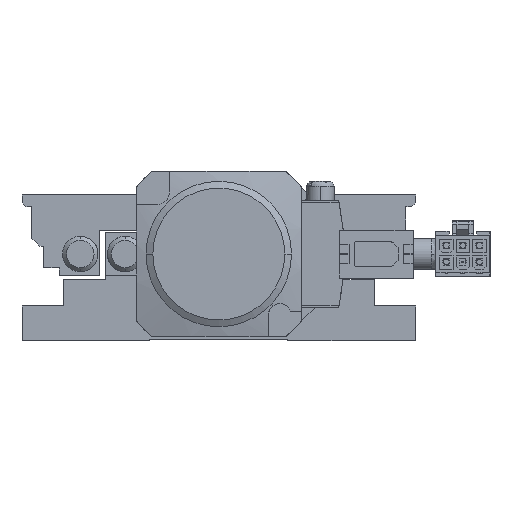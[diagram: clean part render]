
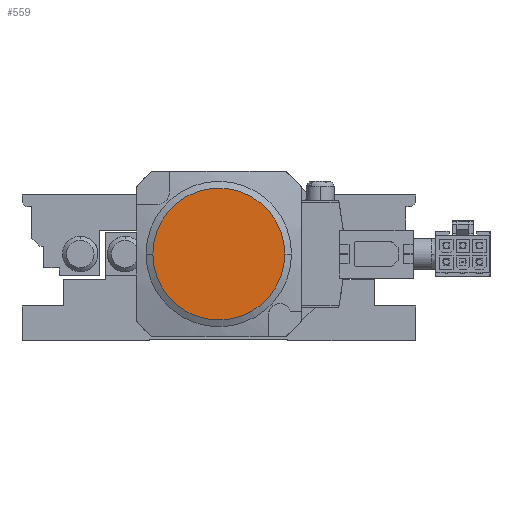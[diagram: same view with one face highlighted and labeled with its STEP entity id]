
A CAD part, left-side view. The second image highlights one B-rep face of the part: STEP entity #559.
In plain terms, the highlighted planar face has unit normal (-1, 0, 0).
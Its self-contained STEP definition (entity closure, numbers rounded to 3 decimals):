
#559=ADVANCED_FACE('',(#5969),#5968,.F.);
#5968=PLANE('',#17290);
#5969=FACE_OUTER_BOUND('',#17291,.T.);
#17287=CARTESIAN_POINT('',(-197.5,-38.525,56.814));
#17288=DIRECTION('',(1.,0.,0.));
#17289=DIRECTION('',(0.,0.,-1.));
#17290=AXIS2_PLACEMENT_3D('',#17287,#17288,#17289);
#17291=EDGE_LOOP('',(#24478,#24479));
#24478=ORIENTED_EDGE('',*,*,#29707,.F.);
#24479=ORIENTED_EDGE('',*,*,#29708,.F.);
#29707=EDGE_CURVE('',#40447,#40448,#40449,.T.);
#29708=EDGE_CURVE('',#40448,#40447,#40455,.T.);
#40447=VERTEX_POINT('',#57407);
#40448=VERTEX_POINT('',#57408);
#40449=CIRCLE('',#57412,16.75);
#40455=CIRCLE('',#57416,16.75);
#57407=CARTESIAN_POINT('',(-197.5,-16.75,22.));
#57408=CARTESIAN_POINT('',(-197.5,16.75,22.));
#57409=CARTESIAN_POINT('',(-197.5,0.,22.));
#57410=DIRECTION('',(1.,0.,0.));
#57411=DIRECTION('',(0.,1.,0.));
#57412=AXIS2_PLACEMENT_3D('',#57409,#57410,#57411);
#57413=CARTESIAN_POINT('',(-197.5,0.,22.));
#57414=DIRECTION('',(1.,0.,0.));
#57415=DIRECTION('',(0.,1.,0.));
#57416=AXIS2_PLACEMENT_3D('',#57413,#57414,#57415);
